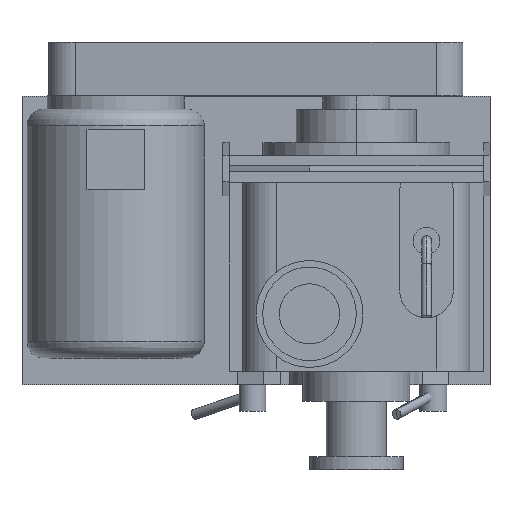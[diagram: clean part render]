
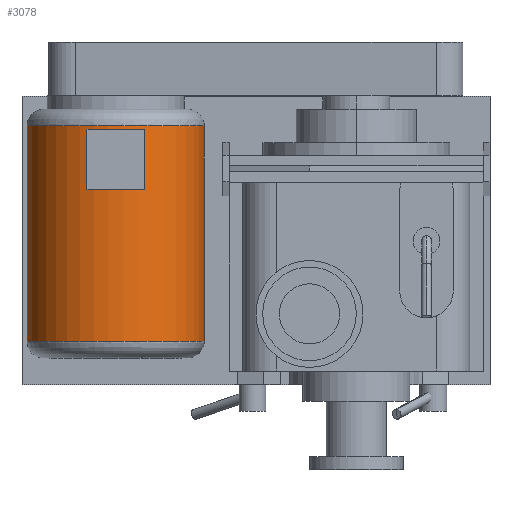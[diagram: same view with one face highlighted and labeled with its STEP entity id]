
A CAD part, top view. The second image highlights one B-rep face of the part: STEP entity #3078.
In plain terms, the highlighted cylindrical face has radius 132.5 mm (diameter 265 mm), a partial arc.
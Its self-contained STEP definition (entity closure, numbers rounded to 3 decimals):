
#26=B_SPLINE_CURVE_WITH_KNOTS('',3,(#4862,#4863,#4864,#4865,#4866,#4867,
#4868,#4869,#4870,#4871,#4872,#4873,#4874,#4875),.UNSPECIFIED.,.F.,.F.,
(4,1,1,1,1,1,1,1,1,1,1,4),(0.,0.091,0.182,0.273,
0.364,0.455,0.545,0.636,
0.727,0.818,0.909,1.),.UNSPECIFIED.);
#29=B_SPLINE_CURVE_WITH_KNOTS('',3,(#4980,#4981,#4982,#4983,#4984,#4985,
#4986,#4987,#4988,#4989,#4990,#4991,#4992,#4993),.UNSPECIFIED.,.F.,.F.,
(4,1,1,1,1,1,1,1,1,1,1,4),(0.,0.091,0.182,0.273,
0.364,0.455,0.545,0.636,
0.727,0.818,0.909,1.),.UNSPECIFIED.);
#310=FACE_OUTER_BOUND('',#525,.T.);
#525=EDGE_LOOP('',(#2316,#2317,#2318,#2319));
#893=LINE('',#4978,#1198);
#894=LINE('',#4994,#1199);
#1198=VECTOR('',#3803,304.8);
#1199=VECTOR('',#3804,304.8);
#1477=VERTEX_POINT('',#4775);
#1478=VERTEX_POINT('',#4861);
#1479=VERTEX_POINT('',#4977);
#1480=VERTEX_POINT('',#4979);
#1786=EDGE_CURVE('',#1478,#1477,#26,.T.);
#1789=EDGE_CURVE('',#1479,#1477,#893,.T.);
#1790=EDGE_CURVE('',#1480,#1479,#29,.T.);
#1791=EDGE_CURVE('',#1478,#1480,#894,.T.);
#2316=ORIENTED_EDGE('',*,*,#1786,.T.);
#2317=ORIENTED_EDGE('',*,*,#1789,.F.);
#2318=ORIENTED_EDGE('',*,*,#1790,.F.);
#2319=ORIENTED_EDGE('',*,*,#1791,.F.);
#2978=CYLINDRICAL_SURFACE('',#3343,132.5);
#3078=ADVANCED_FACE('',(#310),#2978,.T.);
#3343=AXIS2_PLACEMENT_3D('',#4976,#3801,#3802);
#3801=DIRECTION('center_axis',(0.,-1.,0.));
#3802=DIRECTION('ref_axis',(-1.,0.,0.));
#3803=DIRECTION('',(0.,-1.,0.));
#3804=DIRECTION('',(0.,1.,0.));
#4775=CARTESIAN_POINT('',(37569.976,2332.272,247.5));
#4861=CARTESIAN_POINT('',(37304.976,2332.272,247.5));
#4862=CARTESIAN_POINT('Ctrl Pts',(37304.976,2332.272,247.5));
#4863=CARTESIAN_POINT('Ctrl Pts',(37304.925,2332.272,260.128));
#4864=CARTESIAN_POINT('Ctrl Pts',(37308.626,2332.272,285.334));
#4865=CARTESIAN_POINT('Ctrl Pts',(37324.478,2332.272,320.117));
#4866=CARTESIAN_POINT('Ctrl Pts',(37349.521,2332.272,349.007));
#4867=CARTESIAN_POINT('Ctrl Pts',(37381.679,2332.272,369.676));
#4868=CARTESIAN_POINT('Ctrl Pts',(37418.361,2332.272,380.446));
#4869=CARTESIAN_POINT('Ctrl Pts',(37456.59,2332.272,380.446));
#4870=CARTESIAN_POINT('Ctrl Pts',(37493.272,2332.272,369.676));
#4871=CARTESIAN_POINT('Ctrl Pts',(37525.431,2332.272,349.007));
#4872=CARTESIAN_POINT('Ctrl Pts',(37550.474,2332.272,320.117));
#4873=CARTESIAN_POINT('Ctrl Pts',(37566.325,2332.272,285.334));
#4874=CARTESIAN_POINT('Ctrl Pts',(37570.026,2332.272,260.128));
#4875=CARTESIAN_POINT('Ctrl Pts',(37569.976,2332.272,247.5));
#4976=CARTESIAN_POINT('Origin',(37437.476,4699.272,247.5));
#4977=CARTESIAN_POINT('',(37569.976,2654.272,247.5));
#4978=CARTESIAN_POINT('',(37569.976,2654.272,247.5));
#4979=CARTESIAN_POINT('',(37304.976,2654.272,247.5));
#4980=CARTESIAN_POINT('Ctrl Pts',(37304.976,2654.272,247.5));
#4981=CARTESIAN_POINT('Ctrl Pts',(37304.925,2654.272,260.128));
#4982=CARTESIAN_POINT('Ctrl Pts',(37308.626,2654.272,285.334));
#4983=CARTESIAN_POINT('Ctrl Pts',(37324.478,2654.272,320.117));
#4984=CARTESIAN_POINT('Ctrl Pts',(37349.521,2654.272,349.007));
#4985=CARTESIAN_POINT('Ctrl Pts',(37381.679,2654.272,369.676));
#4986=CARTESIAN_POINT('Ctrl Pts',(37418.361,2654.272,380.446));
#4987=CARTESIAN_POINT('Ctrl Pts',(37456.59,2654.272,380.446));
#4988=CARTESIAN_POINT('Ctrl Pts',(37493.272,2654.272,369.676));
#4989=CARTESIAN_POINT('Ctrl Pts',(37525.431,2654.272,349.007));
#4990=CARTESIAN_POINT('Ctrl Pts',(37550.474,2654.272,320.117));
#4991=CARTESIAN_POINT('Ctrl Pts',(37566.325,2654.272,285.334));
#4992=CARTESIAN_POINT('Ctrl Pts',(37570.026,2654.272,260.128));
#4993=CARTESIAN_POINT('Ctrl Pts',(37569.976,2654.272,247.5));
#4994=CARTESIAN_POINT('',(37304.976,2332.272,247.5));
